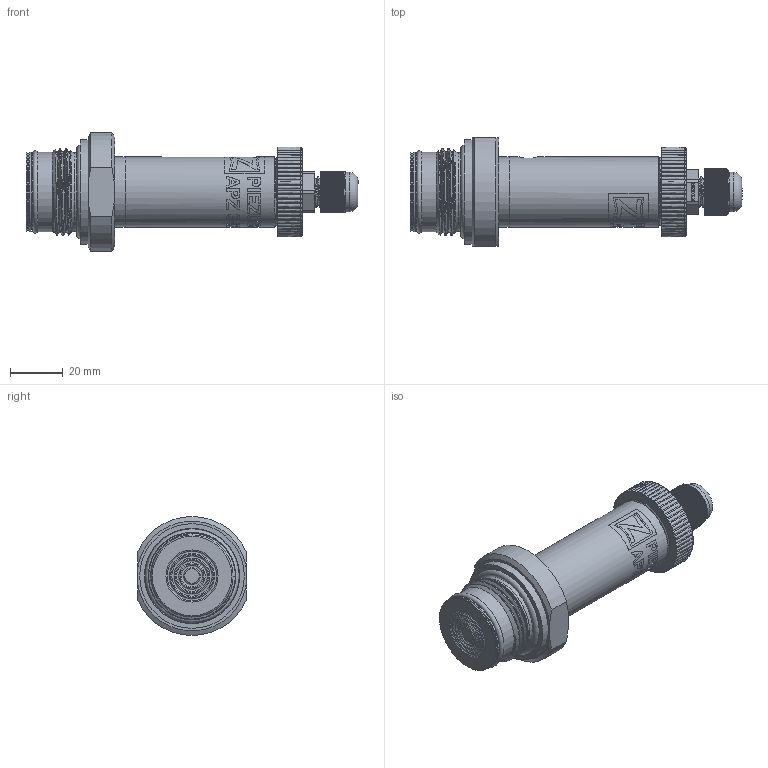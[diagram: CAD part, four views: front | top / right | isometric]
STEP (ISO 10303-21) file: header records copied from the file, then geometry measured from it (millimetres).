
FILE_DESCRIPTION(/* description */ (''),/* implementation_level */ '2;1');
FILE_NAME(/* name */ 'APZ3420m_G1DIN-solidflush_2.step',/* time_stamp */ '2021-07-06T15:44:16+03:00',/* author */ (''),/* organization */ (''),/* preprocessor_version */ 'ST-DEVELOPER v18.1',/* originating_system */ 'Autodesk Translation Framework v10.9.0.1377',/* authorisation */ '');
FILE_SCHEMA (('AUTOMOTIVE_DESIGN { 1 0 10303 214 3 1 1 }'));
Products named in the file (9): АПЗ 3420м заполненная; OMAL nut M27x1.5; Ш100.000.001; M12x1.5 Cable gland; Cable gland; Rubber gasket; M12 Domed nut; shell; G1 flush diaphragm
Assembly tree (8 placements, depth 3):
  АПЗ 3420м заполненная
    OMAL nut M27x1.5
    Ш100.000.001
    M12x1.5 Cable gland
      Cable gland
      Rubber gasket
      M12 Domed nut
    shell
    G1 flush diaphragm
Bounding box: 125.66 x 41 x 45 mm (x, y, z)
Volume: 78661.5 mm3; surface area: 26537 mm2
Topology: 9 solids, 9 shells, 2748 faces, 8025 edges, 5351 vertices
Faces by surface type: plane 1497, cylinder 779, bspline 430, torus 21, cone 20, sphere 1
Full cylindrical faces by diameter (mm): 1 x6, 2 x2, 4 x1, 7.183 x1, 7.5 x1, 8 x1, 9.976 x5, 10 x6, 10.376 x4, 10.526 x3, 11.6 x4, 12 x5, 12.203 x3, 12.6 x1, 15 x1, 17 x1, 21.4 x2, 22.3 x1, 22.5 x1, 24.5 x3, 25.132 x4, 25.526 x4, 26.5 x5, 27.1 x1, 27.208 x5, 29.4 x1, 29.6 x1, 30.05 x3, 30.291 x1, 35.6 x1
Entity records: 116077 total; most frequent: CARTESIAN_POINT 46472, ORIENTED_EDGE 16050, DIRECTION 12503, EDGE_CURVE 8025, VERTEX_POINT 5351, LINE 4331, VECTOR 4331, AXIS2_PLACEMENT_3D 4086
